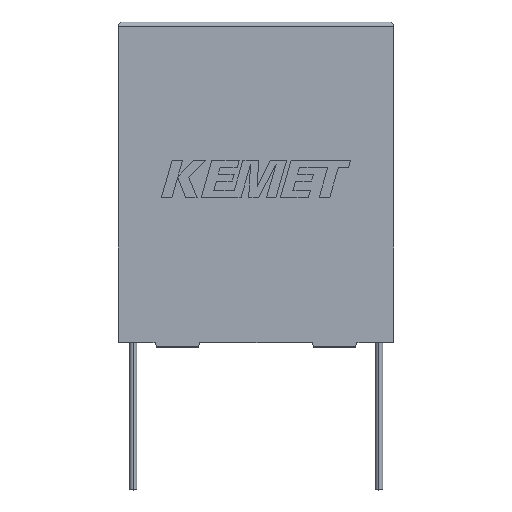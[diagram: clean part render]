
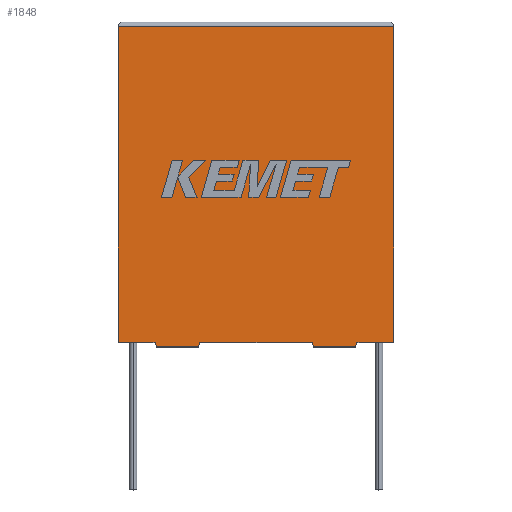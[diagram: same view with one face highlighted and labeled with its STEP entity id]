
A CAD part, top view. The second image highlights one B-rep face of the part: STEP entity #1848.
In plain terms, the highlighted planar face has unit normal (0, 0, 1).
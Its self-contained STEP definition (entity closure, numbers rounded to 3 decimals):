
#14 = LINE ( 'NONE', #1238, #3181 ) ;
#33 = LINE ( 'NONE', #1153, #3118 ) ;
#43 = VECTOR ( 'NONE', #3174, 1000. ) ;
#54 = ORIENTED_EDGE ( 'NONE', *, *, #1154, .T. ) ;
#74 = VECTOR ( 'NONE', #1326, 1000. ) ;
#90 = VERTEX_POINT ( 'NONE', #180 ) ;
#112 = EDGE_CURVE ( 'NONE', #1658, #162, #2212, .T. ) ;
#162 = VERTEX_POINT ( 'NONE', #1420 ) ;
#180 = CARTESIAN_POINT ( 'NONE',  ( 4.114, 0., 21.3 ) ) ;
#185 = VECTOR ( 'NONE', #510, 1000. ) ;
#189 = DIRECTION ( 'NONE',  ( 1., 0., 0. ) ) ;
#207 = DIRECTION ( 'NONE',  ( -0.287, -0.958, 0. ) ) ;
#208 = EDGE_LOOP ( 'NONE', ( #1520, #1140, #54, #2683, #2110, #1956, #2082, #1480, #2797, #724, #2612, #902 ) ) ;
#217 = CARTESIAN_POINT ( 'NONE',  ( 4.264, -0.5, 21.3 ) ) ;
#249 = EDGE_CURVE ( 'NONE', #1357, #611, #14, .T. ) ;
#316 = DIRECTION ( 'NONE',  ( 0., 1., 0. ) ) ;
#341 = CARTESIAN_POINT ( 'NONE',  ( 0., 35.3, 21.3 ) ) ;
#342 = CARTESIAN_POINT ( 'NONE',  ( 21.824, -0.5, 21.3 ) ) ;
#421 = CARTESIAN_POINT ( 'NONE',  ( 8.976, -0.5, 21.3 ) ) ;
#454 = CARTESIAN_POINT ( 'NONE',  ( 4.264, -0.5, 21.3 ) ) ;
#457 = VERTEX_POINT ( 'NONE', #3038 ) ;
#510 = DIRECTION ( 'NONE',  ( -1., 0., 0. ) ) ;
#574 = CARTESIAN_POINT ( 'NONE',  ( 0., 0., 21.3 ) ) ;
#598 = EDGE_CURVE ( 'NONE', #162, #1138, #1519, .T. ) ;
#611 = VERTEX_POINT ( 'NONE', #2071 ) ;
#626 = LINE ( 'NONE', #421, #43 ) ;
#674 = CARTESIAN_POINT ( 'NONE',  ( 8.976, -0.5, 21.3 ) ) ;
#692 = FACE_OUTER_BOUND ( 'NONE', #208, .T. ) ;
#724 = ORIENTED_EDGE ( 'NONE', *, *, #249, .F. ) ;
#755 = AXIS2_PLACEMENT_3D ( 'NONE', #574, #2581, #2592 ) ;
#825 = PLANE ( 'NONE',  #755 ) ;
#842 = LINE ( 'NONE', #978, #185 ) ;
#902 = ORIENTED_EDGE ( 'NONE', *, *, #112, .T. ) ;
#978 = CARTESIAN_POINT ( 'NONE',  ( 0., 35.3, 21.3 ) ) ;
#984 = LINE ( 'NONE', #2542, #2820 ) ;
#1001 = VECTOR ( 'NONE', #2578, 1000. ) ;
#1138 = VERTEX_POINT ( 'NONE', #1930 ) ;
#1140 = ORIENTED_EDGE ( 'NONE', *, *, #2206, .T. ) ;
#1149 = LINE ( 'NONE', #3051, #1001 ) ;
#1153 = CARTESIAN_POINT ( 'NONE',  ( 4.114, 0., 21.3 ) ) ;
#1154 = EDGE_CURVE ( 'NONE', #2775, #2345, #2743, .T. ) ;
#1238 = CARTESIAN_POINT ( 'NONE',  ( 26.536, -0.5, 21.3 ) ) ;
#1267 = CARTESIAN_POINT ( 'NONE',  ( 26.686, 0., 21.3 ) ) ;
#1268 = LINE ( 'NONE', #454, #1916 ) ;
#1324 = VECTOR ( 'NONE', #316, 1000. ) ;
#1326 = DIRECTION ( 'NONE',  ( 0., -1., 0. ) ) ;
#1333 = EDGE_CURVE ( 'NONE', #90, #2478, #33, .T. ) ;
#1357 = VERTEX_POINT ( 'NONE', #2469 ) ;
#1381 = EDGE_CURVE ( 'NONE', #2478, #1414, #1268, .T. ) ;
#1384 = DIRECTION ( 'NONE',  ( 0.287, -0.958, 0. ) ) ;
#1414 = VERTEX_POINT ( 'NONE', #674 ) ;
#1420 = CARTESIAN_POINT ( 'NONE',  ( 30.8, 0., 21.3 ) ) ;
#1444 = EDGE_CURVE ( 'NONE', #1414, #457, #626, .T. ) ;
#1459 = DIRECTION ( 'NONE',  ( 1., 0., 0. ) ) ;
#1480 = ORIENTED_EDGE ( 'NONE', *, *, #2315, .T. ) ;
#1519 = LINE ( 'NONE', #1813, #1324 ) ;
#1520 = ORIENTED_EDGE ( 'NONE', *, *, #598, .T. ) ;
#1588 = EDGE_CURVE ( 'NONE', #2345, #90, #984, .T. ) ;
#1658 = VERTEX_POINT ( 'NONE', #1267 ) ;
#1784 = EDGE_CURVE ( 'NONE', #611, #1945, #2807, .T. ) ;
#1813 = CARTESIAN_POINT ( 'NONE',  ( 30.8, 0., 21.3 ) ) ;
#1848 = ADVANCED_FACE ( 'NONE', ( #692 ), #825, .F. ) ;
#1878 = VECTOR ( 'NONE', #3084, 1000. ) ;
#1916 = VECTOR ( 'NONE', #189, 1000. ) ;
#1921 = LINE ( 'NONE', #2221, #2072 ) ;
#1927 = DIRECTION ( 'NONE',  ( 1., 0., 0. ) ) ;
#1930 = CARTESIAN_POINT ( 'NONE',  ( 30.8, 35.3, 21.3 ) ) ;
#1945 = VERTEX_POINT ( 'NONE', #2560 ) ;
#1956 = ORIENTED_EDGE ( 'NONE', *, *, #1381, .T. ) ;
#2071 = CARTESIAN_POINT ( 'NONE',  ( 21.824, -0.5, 21.3 ) ) ;
#2072 = VECTOR ( 'NONE', #207, 1000. ) ;
#2082 = ORIENTED_EDGE ( 'NONE', *, *, #1444, .T. ) ;
#2110 = ORIENTED_EDGE ( 'NONE', *, *, #1333, .T. ) ;
#2115 = EDGE_CURVE ( 'NONE', #1658, #1357, #1921, .T. ) ;
#2206 = EDGE_CURVE ( 'NONE', #1138, #2775, #842, .T. ) ;
#2212 = LINE ( 'NONE', #2923, #2640 ) ;
#2221 = CARTESIAN_POINT ( 'NONE',  ( 26.686, 0., 21.3 ) ) ;
#2315 = EDGE_CURVE ( 'NONE', #457, #1945, #1149, .T. ) ;
#2322 = CARTESIAN_POINT ( 'NONE',  ( 0., 0., 21.3 ) ) ;
#2345 = VERTEX_POINT ( 'NONE', #2322 ) ;
#2445 = CARTESIAN_POINT ( 'NONE',  ( 0., 0., 21.3 ) ) ;
#2469 = CARTESIAN_POINT ( 'NONE',  ( 26.536, -0.5, 21.3 ) ) ;
#2478 = VERTEX_POINT ( 'NONE', #217 ) ;
#2497 = DIRECTION ( 'NONE',  ( -1., 0., 0. ) ) ;
#2542 = CARTESIAN_POINT ( 'NONE',  ( 0., 0., 21.3 ) ) ;
#2560 = CARTESIAN_POINT ( 'NONE',  ( 21.674, 0., 21.3 ) ) ;
#2578 = DIRECTION ( 'NONE',  ( 1., 0., 0. ) ) ;
#2581 = DIRECTION ( 'NONE',  ( 0., 0., -1. ) ) ;
#2592 = DIRECTION ( 'NONE',  ( -1., 0., 0. ) ) ;
#2612 = ORIENTED_EDGE ( 'NONE', *, *, #2115, .F. ) ;
#2640 = VECTOR ( 'NONE', #1927, 1000. ) ;
#2683 = ORIENTED_EDGE ( 'NONE', *, *, #1588, .T. ) ;
#2743 = LINE ( 'NONE', #2445, #74 ) ;
#2775 = VERTEX_POINT ( 'NONE', #341 ) ;
#2797 = ORIENTED_EDGE ( 'NONE', *, *, #1784, .F. ) ;
#2807 = LINE ( 'NONE', #342, #1878 ) ;
#2820 = VECTOR ( 'NONE', #1459, 1000. ) ;
#2923 = CARTESIAN_POINT ( 'NONE',  ( 0., 0., 21.3 ) ) ;
#3038 = CARTESIAN_POINT ( 'NONE',  ( 9.126, 0., 21.3 ) ) ;
#3051 = CARTESIAN_POINT ( 'NONE',  ( 0., 0., 21.3 ) ) ;
#3084 = DIRECTION ( 'NONE',  ( -0.287, 0.958, 0. ) ) ;
#3118 = VECTOR ( 'NONE', #1384, 1000. ) ;
#3174 = DIRECTION ( 'NONE',  ( 0.287, 0.958, 0. ) ) ;
#3181 = VECTOR ( 'NONE', #2497, 1000. ) ;
